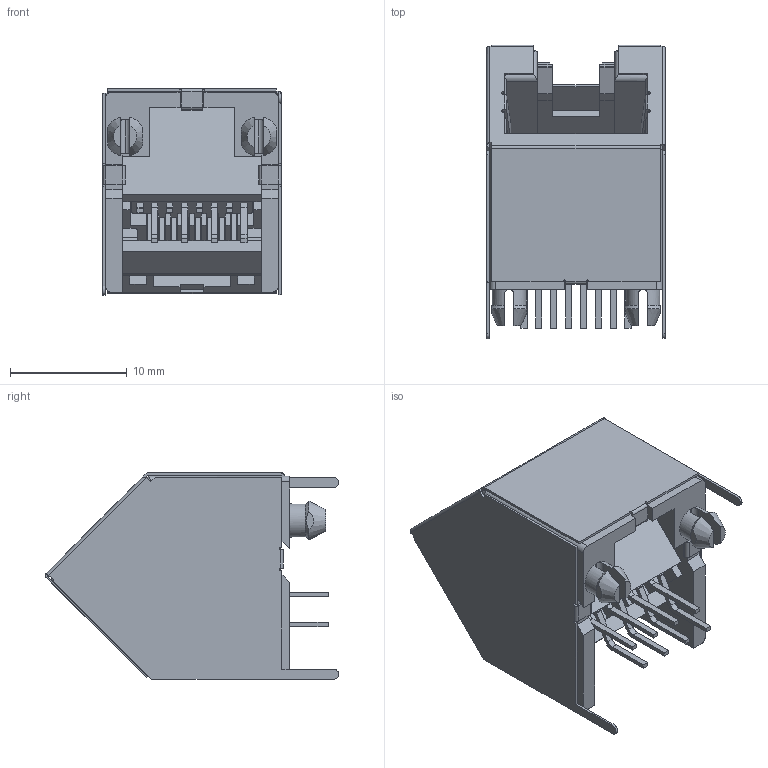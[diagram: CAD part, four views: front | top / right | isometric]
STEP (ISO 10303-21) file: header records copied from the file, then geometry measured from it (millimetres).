
FILE_DESCRIPTION (( 'STEP AP203' ), '1' );
FILE_NAME ('RJ2T018825P00111.STEP', '2020-01-14T13:20:03', ( '' ), ( '' ), 'SwSTEP 2.0', 'SolidWorks 2016', '' );
FILE_SCHEMA (( 'CONFIG_CONTROL_DESIGN' ));
Length unit declared in the file: millimetre
Products named in the file (5): RJ2T018825P00111; 2T Contact Lock; 2T Insulator; 2T Shell; 2T Contacts
Assembly tree (4 placements, depth 2):
  RJ2T018825P00111
    2T Insulator
    2T Contacts
    2T Contact Lock
    2T Shell
Bounding box: 15.25 x 25.09 x 17.66 mm (x, y, z)
Volume: 1959.7 mm3; surface area: 5177.8 mm2
Topology: 11 solids, 11 shells, 631 faces, 1779 edges, 1167 vertices
Faces by surface type: plane 447, cylinder 161, bspline 15, cone 8
Entity records: 22577 total; most frequent: CARTESIAN_POINT 6458, ORIENTED_EDGE 3558, DIRECTION 2765, EDGE_CURVE 1779, VECTOR 1311, LINE 1311, VERTEX_POINT 1167, AXIS2_PLACEMENT_3D 727
